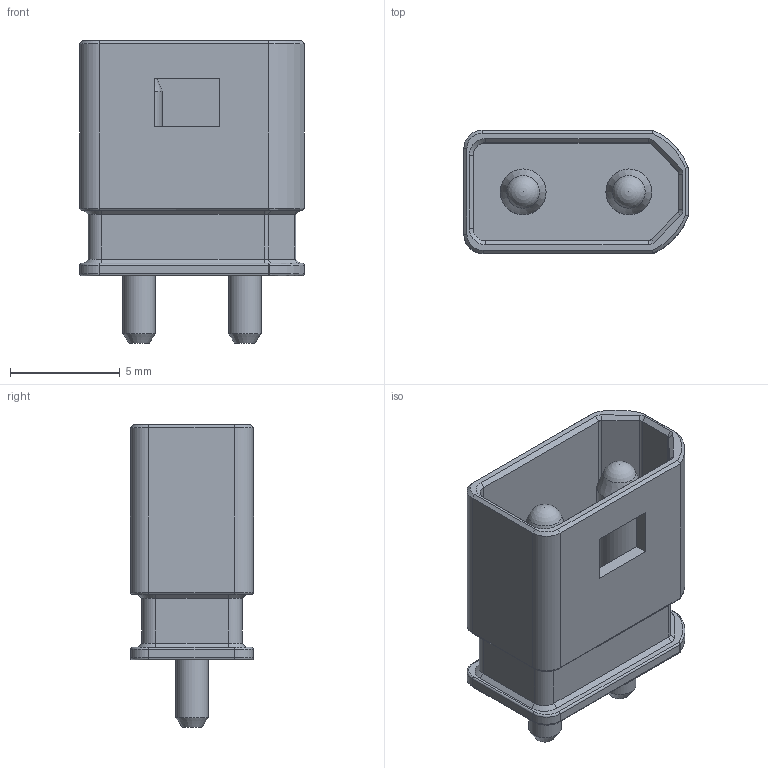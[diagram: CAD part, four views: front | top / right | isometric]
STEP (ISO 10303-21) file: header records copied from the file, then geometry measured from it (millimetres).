
FILE_DESCRIPTION(/* description */ ('Unknown'),/* implementation_level */ '2;1');
FILE_NAME(/* name */ 'XT30AW-M',/* time_stamp */ '2023-06-28T11:12:16+02:00',/* author */ ('Unknown'),/* organization */ ('Unknown'),/* preprocessor_version */ 'ST-DEVELOPER v18.102',/* originating_system */ 'Solid Edge',/* authorisation */ 'Unknown');
FILE_SCHEMA (('AUTOMOTIVE_DESIGN {1 0 10303 214 3 1 1}'));
Length unit declared in the file: millimetre
Products named in the file (1): XT30AW-M
Bounding box: 10.2 x 5.6 x 13.78 mm (x, y, z)
Volume: 271.7 mm3; surface area: 766.1 mm2
Topology: 1 solids, 1 shells, 156 faces, 355 edges, 205 vertices
Faces by surface type: plane 60, cylinder 48, cone 26, torus 16, sphere 6
Full cylindrical faces by diameter (mm): 1.484 x2, 2.082 x2, 2.464 x2
Entity records: 5300 total; most frequent: DIRECTION 770, CARTESIAN_POINT 727, ORIENTED_EDGE 668, EDGE_CURVE 334, AXIS2_PLACEMENT_3D 291, VERTEX_POINT 200, LINE 188, VECTOR 188
